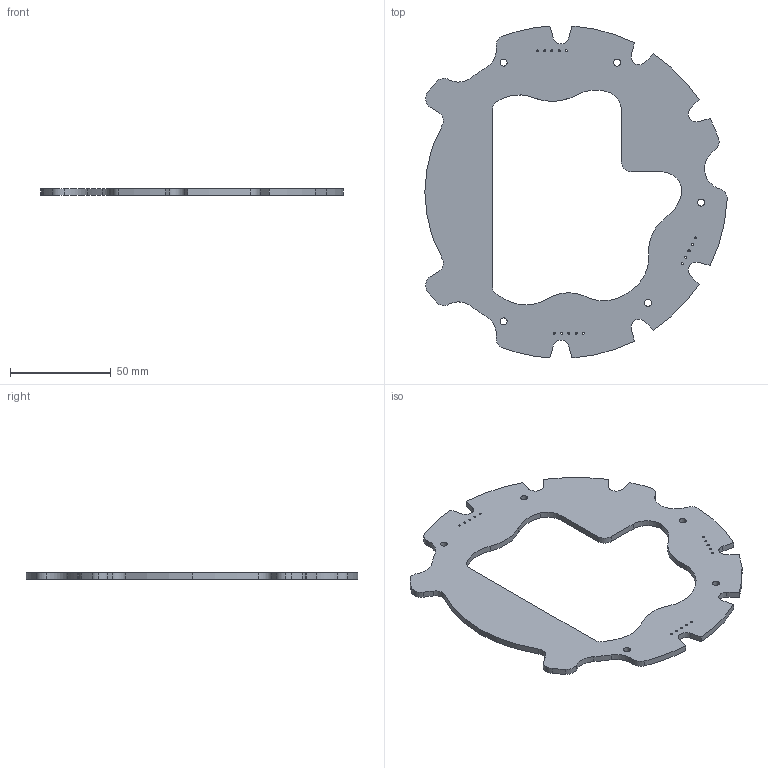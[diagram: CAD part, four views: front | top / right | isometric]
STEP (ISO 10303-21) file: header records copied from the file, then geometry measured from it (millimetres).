
FILE_DESCRIPTION (( 'STEP AP214' ), '1' );
FILE_NAME ('Ðàñïðåäåëèòåëüíàÿ ïëàòà 28.06.20.STEP', '2020-06-28T19:19:36', ( 'Kit' ), ( '' ), 'SwSTEP 2.0', 'SolidWorks 2017', '' );
FILE_SCHEMA (( 'AUTOMOTIVE_DESIGN' ));
Length unit declared in the file: millimetre
Products named in the file (1): Ðàñïðåäåëèòåëüíàÿ ïëàòà 28.06.20
Bounding box: 149.93 x 164.64 x 3 mm (x, y, z)
Volume: 33960.4 mm3; surface area: 25859.9 mm2
Topology: 1 solids, 1 shells, 120 faces, 354 edges, 236 vertices
Faces by surface type: cylinder 101, plane 19
Entity records: 4238 total; most frequent: DIRECTION 798, CARTESIAN_POINT 711, ORIENTED_EDGE 708, EDGE_CURVE 354, AXIS2_PLACEMENT_3D 323, VERTEX_POINT 236, CIRCLE 202, EDGE_LOOP 162
